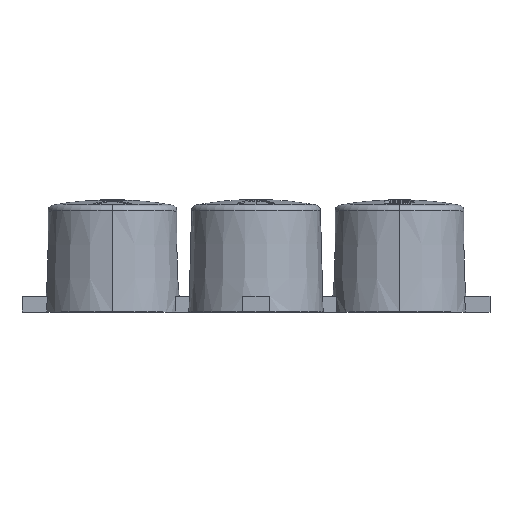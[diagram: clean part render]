
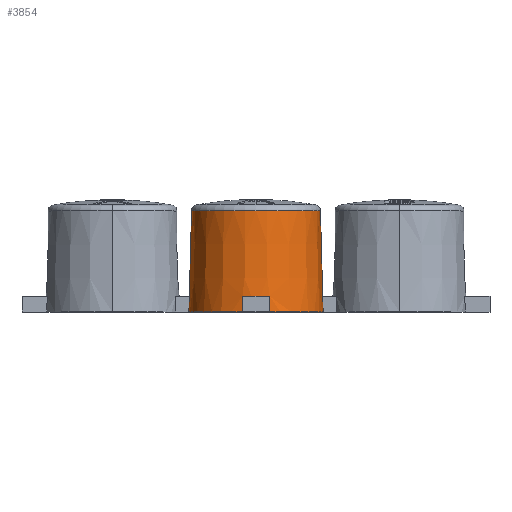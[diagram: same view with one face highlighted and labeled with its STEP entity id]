
A CAD part, top view. The second image highlights one B-rep face of the part: STEP entity #3854.
In plain terms, the highlighted conical face has half-angle 1.5 degrees and reference radius 5.375 mm.
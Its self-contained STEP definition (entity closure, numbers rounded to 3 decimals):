
#794 = EDGE_CURVE ( 'NONE', #8814, #8831, #1072, .T. ) ;
#799 = EDGE_CURVE ( 'NONE', #6643, #6623, #1078, .T. ) ;
#1033 = AXIS2_PLACEMENT_3D ( 'NONE', #10236, #10237, #10239 ) ;
#1034 = AXIS2_PLACEMENT_3D ( 'NONE', #10244, #10246, #10248 ) ;
#1072 = LINE ( 'NONE', #10651, #1074 ) ;
#1074 = VECTOR ( 'NONE', #10655, 1000. ) ;
#1078 = LINE ( 'NONE', #10669, #1079 ) ;
#1079 = VECTOR ( 'NONE', #10660, 1000. ) ;
#1447 = CIRCLE ( 'NONE', #1033, 5.375 ) ;
#1449 = CIRCLE ( 'NONE', #1034, 5.375 ) ;
#1465 = CIRCLE ( 'NONE', #6419, 5.163 ) ;
#1474 = CIRCLE ( 'NONE', #6420, 5.342 ) ;
#2440 = EDGE_CURVE ( 'NONE', #9473, #8831, #1447, .T. ) ;
#2441 = EDGE_CURVE ( 'NONE', #6623, #9474, #1449, .T. ) ;
#2445 = EDGE_CURVE ( 'NONE', #9473, #9486, #6378, .T. ) ;
#2454 = EDGE_CURVE ( 'NONE', #9565, #9474, #6379, .T. ) ;
#2455 = EDGE_CURVE ( 'NONE', #8814, #6643, #1465, .T. ) ;
#2459 = EDGE_CURVE ( 'NONE', #9565, #9486, #1474, .T. ) ;
#3854 = ADVANCED_FACE ( 'NONE', ( #6189 ), #6194, .T. ) ;
#4976 = DIRECTION ( 'NONE',  ( 0., -1., 0. ) ) ;
#4977 = DIRECTION ( 'NONE',  ( -1., 0., 0. ) ) ;
#4980 = CARTESIAN_POINT ( 'NONE',  ( 0., 0., 11.5 ) ) ;
#5421 = AXIS2_PLACEMENT_3D ( 'NONE', #4980, #4976, #4977 ) ;
#5974 = CARTESIAN_POINT ( 'NONE',  ( -5.375, 0., 11.5 ) ) ;
#5994 = CARTESIAN_POINT ( 'NONE',  ( -5.163, 8.096, 11.5 ) ) ;
#6189 = FACE_OUTER_BOUND ( 'NONE', #7842, .T. ) ;
#6194 = CONICAL_SURFACE ( 'NONE', #5421, 5.375, 0.026 ) ;
#6378 = B_SPLINE_CURVE_WITH_KNOTS ( 'NONE', 3,
 ( #10313, #10241, #10261, #10317, #10319, #10321, #10323 ),
 .UNSPECIFIED., .F., .F.,
 ( 4, 3, 4 ),
 ( 0.003, 0.003, 0.004 ),
 .UNSPECIFIED. ) ;
#6379 = B_SPLINE_CURVE_WITH_KNOTS ( 'NONE', 3,
 ( #10366, #10359, #10349, #10370, #10372, #10374, #10376 ),
 .UNSPECIFIED., .F., .F.,
 ( 4, 3, 4 ),
 ( 0.002, 0.003, 0.003 ),
 .UNSPECIFIED. ) ;
#6419 = AXIS2_PLACEMENT_3D ( 'NONE', #10384, #10386, #10388 ) ;
#6420 = AXIS2_PLACEMENT_3D ( 'NONE', #10403, #10405, #10407 ) ;
#6623 = VERTEX_POINT ( 'NONE', #5974 ) ;
#6643 = VERTEX_POINT ( 'NONE', #5994 ) ;
#7243 = CARTESIAN_POINT ( 'NONE',  ( 5.163, 8.096, 11.5 ) ) ;
#7260 = CARTESIAN_POINT ( 'NONE',  ( 5.375, 0., 11.5 ) ) ;
#7305 = CARTESIAN_POINT ( 'NONE',  ( 1.075, 0., 16.766 ) ) ;
#7306 = CARTESIAN_POINT ( 'NONE',  ( -1.075, 0., 16.766 ) ) ;
#7309 = CARTESIAN_POINT ( 'NONE',  ( 1.075, 1.25, 16.733 ) ) ;
#7349 = CARTESIAN_POINT ( 'NONE',  ( -1.075, 1.25, 16.733 ) ) ;
#7842 = EDGE_LOOP ( 'NONE', ( #9688, #9690, #9692, #9694, #9696, #9698, #9700, #9702 ) ) ;
#8814 = VERTEX_POINT ( 'NONE', #7243 ) ;
#8831 = VERTEX_POINT ( 'NONE', #7260 ) ;
#9473 = VERTEX_POINT ( 'NONE', #7305 ) ;
#9474 = VERTEX_POINT ( 'NONE', #7306 ) ;
#9486 = VERTEX_POINT ( 'NONE', #7309 ) ;
#9565 = VERTEX_POINT ( 'NONE', #7349 ) ;
#9688 = ORIENTED_EDGE ( 'NONE', *, *, #794, .F. ) ;
#9690 = ORIENTED_EDGE ( 'NONE', *, *, #2455, .T. ) ;
#9692 = ORIENTED_EDGE ( 'NONE', *, *, #799, .T. ) ;
#9694 = ORIENTED_EDGE ( 'NONE', *, *, #2441, .T. ) ;
#9696 = ORIENTED_EDGE ( 'NONE', *, *, #2454, .F. ) ;
#9698 = ORIENTED_EDGE ( 'NONE', *, *, #2459, .T. ) ;
#9700 = ORIENTED_EDGE ( 'NONE', *, *, #2445, .F. ) ;
#9702 = ORIENTED_EDGE ( 'NONE', *, *, #2440, .T. ) ;
#10236 = CARTESIAN_POINT ( 'NONE',  ( 0., 0., 11.5 ) ) ;
#10237 = DIRECTION ( 'NONE',  ( 0., 1., 0. ) ) ;
#10239 = DIRECTION ( 'NONE',  ( 1., 0., 0. ) ) ;
#10241 = CARTESIAN_POINT ( 'NONE',  ( 1.075, 0.052, 16.765 ) ) ;
#10244 = CARTESIAN_POINT ( 'NONE',  ( 0., 0., 11.5 ) ) ;
#10246 = DIRECTION ( 'NONE',  ( 0., 1., 0. ) ) ;
#10248 = DIRECTION ( 'NONE',  ( 1., 0., 0. ) ) ;
#10261 = CARTESIAN_POINT ( 'NONE',  ( 1.075, 0.104, 16.764 ) ) ;
#10313 = CARTESIAN_POINT ( 'NONE',  ( 1.075, 0., 16.766 ) ) ;
#10317 = CARTESIAN_POINT ( 'NONE',  ( 1.075, 0.157, 16.762 ) ) ;
#10319 = CARTESIAN_POINT ( 'NONE',  ( 1.075, 0.521, 16.752 ) ) ;
#10321 = CARTESIAN_POINT ( 'NONE',  ( 1.075, 0.886, 16.743 ) ) ;
#10323 = CARTESIAN_POINT ( 'NONE',  ( 1.075, 1.25, 16.733 ) ) ;
#10349 = CARTESIAN_POINT ( 'NONE',  ( -1.075, 0.521, 16.752 ) ) ;
#10359 = CARTESIAN_POINT ( 'NONE',  ( -1.075, 0.886, 16.743 ) ) ;
#10366 = CARTESIAN_POINT ( 'NONE',  ( -1.075, 1.25, 16.733 ) ) ;
#10370 = CARTESIAN_POINT ( 'NONE',  ( -1.075, 0.157, 16.762 ) ) ;
#10372 = CARTESIAN_POINT ( 'NONE',  ( -1.075, 0.104, 16.764 ) ) ;
#10374 = CARTESIAN_POINT ( 'NONE',  ( -1.075, 0.052, 16.765 ) ) ;
#10376 = CARTESIAN_POINT ( 'NONE',  ( -1.075, 0., 16.766 ) ) ;
#10384 = CARTESIAN_POINT ( 'NONE',  ( 0., 8.096, 11.5 ) ) ;
#10386 = DIRECTION ( 'NONE',  ( 0., -1., 0. ) ) ;
#10388 = DIRECTION ( 'NONE',  ( 1., 0., 0. ) ) ;
#10403 = CARTESIAN_POINT ( 'NONE',  ( 0., 1.25, 11.5 ) ) ;
#10405 = DIRECTION ( 'NONE',  ( 0., 1., 0. ) ) ;
#10407 = DIRECTION ( 'NONE',  ( 1., 0., 0. ) ) ;
#10651 = CARTESIAN_POINT ( 'NONE',  ( 5.375, 0., 11.5 ) ) ;
#10655 = DIRECTION ( 'NONE',  ( 0.026, -1., 0. ) ) ;
#10660 = DIRECTION ( 'NONE',  ( -0.026, -1., 0. ) ) ;
#10669 = CARTESIAN_POINT ( 'NONE',  ( -5.375, 0., 11.5 ) ) ;
